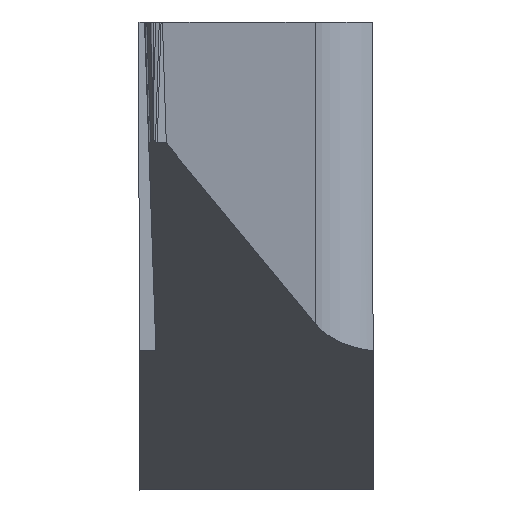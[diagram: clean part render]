
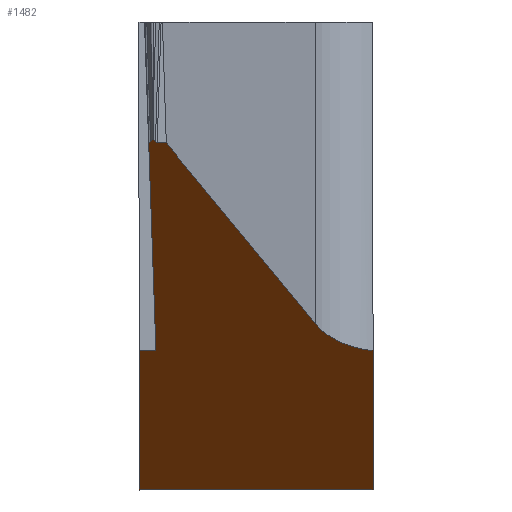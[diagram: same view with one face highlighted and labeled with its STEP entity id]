
A CAD part, front view. The second image highlights one B-rep face of the part: STEP entity #1482.
In plain terms, the highlighted planar face has unit normal (0, -0.574, -0.819).
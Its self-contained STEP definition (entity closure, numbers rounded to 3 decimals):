
#144=CARTESIAN_POINT('',(0.,6.554,-6.));
#145=VERTEX_POINT('',#144);
#156=CARTESIAN_POINT('',(0.,4.,-4.212));
#157=DIRECTION('',(0.,0.819,-0.574));
#158=VECTOR('',#157,3.118);
#159=LINE('',#156,#158);
#160=CARTESIAN_POINT('',(0.,4.,-4.212));
#161=VERTEX_POINT('',#160);
#162=EDGE_CURVE('',#161,#145,#159,.T.);
#254=CARTESIAN_POINT('',(0.217,4.,-4.212));
#255=DIRECTION('',(-1.,0.,0.));
#256=VECTOR('',#255,0.217);
#257=LINE('',#254,#256);
#258=CARTESIAN_POINT('',(0.217,4.,-4.212));
#259=VERTEX_POINT('',#258);
#260=EDGE_CURVE('',#259,#161,#257,.T.);
#322=CARTESIAN_POINT('',(0.124,0.189,-1.543));
#323=VERTEX_POINT('',#322);
#334=CARTESIAN_POINT('',(0.217,4.,-4.212));
#335=DIRECTION('',(-0.02,-0.819,0.573));
#336=VECTOR('',#335,4.653);
#337=LINE('',#334,#336);
#338=EDGE_CURVE('',#259,#323,#337,.T.);
#482=CARTESIAN_POINT('',(2.26,3.508,-3.867));
#483=VERTEX_POINT('',#482);
#494=CARTESIAN_POINT('',(0.35,0.2,-1.551));
#495=DIRECTION('',(0.428,0.741,-0.519));
#496=VECTOR('',#495,4.467);
#497=LINE('',#494,#496);
#498=CARTESIAN_POINT('',(0.35,0.2,-1.551));
#499=VERTEX_POINT('',#498);
#500=EDGE_CURVE('',#499,#483,#497,.T.);
#599=CARTESIAN_POINT('',(0.234,0.189,-1.543));
#600=VERTEX_POINT('',#599);
#611=CARTESIAN_POINT('',(0.234,0.189,-1.543));
#612=DIRECTION('',(0.994,0.09,-0.063));
#613=VECTOR('',#612,0.117);
#614=LINE('',#611,#613);
#615=EDGE_CURVE('',#600,#499,#614,.T.);
#659=CARTESIAN_POINT('',(0.211,0.174,-1.533));
#660=CARTESIAN_POINT('',(0.216,0.183,-1.539));
#661=CARTESIAN_POINT('',(0.224,0.188,-1.543));
#662=CARTESIAN_POINT('',(0.234,0.189,-1.543));
#663=(BOUNDED_CURVE()B_SPLINE_CURVE(3,(#659,#660,#661,#662),.UNSPECIFIED.,.F.,.F.)B_SPLINE_CURVE_WITH_KNOTS((4,4),(0.,1.),.UNSPECIFIED.)CURVE()GEOMETRIC_REPRESENTATION_ITEM()RATIONAL_B_SPLINE_CURVE((1.,0.925,0.925,1.))REPRESENTATION_ITEM(''));
#664=CARTESIAN_POINT('',(0.211,0.174,-1.533));
#665=VERTEX_POINT('',#664);
#666=EDGE_CURVE('',#665,#600,#663,.T.);
#727=CARTESIAN_POINT('',(0.18,0.116,-1.492));
#728=VERTEX_POINT('',#727);
#741=CARTESIAN_POINT('',(0.18,0.116,-1.492));
#742=DIRECTION('',(0.401,0.75,-0.525));
#743=VECTOR('',#742,0.077);
#744=LINE('',#741,#743);
#745=EDGE_CURVE('',#728,#665,#744,.T.);
#969=CARTESIAN_POINT('',(0.149,0.174,-1.533));
#970=VERTEX_POINT('',#969);
#981=CARTESIAN_POINT('',(0.149,0.174,-1.533));
#982=DIRECTION('',(0.401,-0.75,0.525));
#983=VECTOR('',#982,0.077);
#984=LINE('',#981,#983);
#985=EDGE_CURVE('',#970,#728,#984,.T.);
#1038=CARTESIAN_POINT('',(0.126,0.189,-1.543));
#1039=CARTESIAN_POINT('',(0.136,0.188,-1.543));
#1040=CARTESIAN_POINT('',(0.144,0.183,-1.539));
#1041=CARTESIAN_POINT('',(0.149,0.174,-1.533));
#1042=(BOUNDED_CURVE()B_SPLINE_CURVE(3,(#1038,#1039,#1040,#1041),.UNSPECIFIED.,.F.,.F.)B_SPLINE_CURVE_WITH_KNOTS((4,4),(0.,1.),.UNSPECIFIED.)CURVE()GEOMETRIC_REPRESENTATION_ITEM()RATIONAL_B_SPLINE_CURVE((1.,0.925,0.925,1.))REPRESENTATION_ITEM('')
);
#1043=CARTESIAN_POINT('',(0.126,0.189,-1.543));
#1044=VERTEX_POINT('',#1043);
#1045=EDGE_CURVE('',#1044,#970,#1042,.T.);
#1108=CARTESIAN_POINT('',(3.,4.,-4.212));
#1109=VERTEX_POINT('',#1108);
#1120=CARTESIAN_POINT('',(2.26,3.508,-3.867));
#1121=CARTESIAN_POINT('',(2.419,3.784,-4.06));
#1122=CARTESIAN_POINT('',(2.684,3.96,-4.184));
#1123=CARTESIAN_POINT('',(3.,4.,-4.212));
#1124=(BOUNDED_CURVE()B_SPLINE_CURVE(3,(#1120,#1121,#1122,#1123),.UNSPECIFIED.,.F.,.F.)B_SPLINE_CURVE_WITH_KNOTS((4,4),(0.,1.),.UNSPECIFIED.)CURVE()GEOMETRIC_REPRESENTATION_ITEM()RATIONAL_B_SPLINE_CURVE((1.,0.931,0.931,1.))REPRESENTATION_ITEM('')
);
#1125=EDGE_CURVE('',#483,#1109,#1124,.T.);
#1174=CARTESIAN_POINT('',(0.124,0.189,-1.543));
#1175=DIRECTION('',(0.994,-0.09,0.063));
#1176=VECTOR('',#1175,0.002);
#1177=LINE('',#1174,#1176);
#1178=EDGE_CURVE('',#323,#1044,#1177,.T.);
#1346=CARTESIAN_POINT('',(1.1,2.782,-3.359));
#1347=DIRECTION('',(0.,0.574,0.819));
#1348=DIRECTION('',(0.,-0.47,0.329));
#1349=AXIS2_PLACEMENT_3D('',#1346,#1347,#1348);
#1350=PLANE('',#1349);
#1351=ORIENTED_EDGE('Edge 1256',*,*,#338,.F.);
#1360=ORIENTED_EDGE('Edge 262',*,*,#1178,.F.);
#1369=ORIENTED_EDGE('Edge 267',*,*,#1045,.F.);
#1378=ORIENTED_EDGE('Edge 272',*,*,#985,.F.);
#1387=ORIENTED_EDGE('Edge 277',*,*,#745,.F.);
#1396=ORIENTED_EDGE('Edge 282',*,*,#666,.F.);
#1405=ORIENTED_EDGE('Edge 287',*,*,#615,.F.);
#1414=ORIENTED_EDGE('Edge 1317',*,*,#500,.F.);
#1423=ORIENTED_EDGE('Edge 297',*,*,#1125,.F.);
#1432=CARTESIAN_POINT('',(3.,4.,-4.212));
#1433=DIRECTION('',(0.,0.819,-0.574));
#1434=VECTOR('',#1433,3.118);
#1435=LINE('',#1432,#1434);
#1436=CARTESIAN_POINT('',(3.,6.554,-6.));
#1437=VERTEX_POINT('',#1436);
#1438=EDGE_CURVE('',#1109,#1437,#1435,.T.);
#1439=ORIENTED_EDGE('Edge 71',*,*,#1438,.F.);
#1448=CARTESIAN_POINT('',(0.,6.554,-6.));
#1449=DIRECTION('',(1.,0.,0.));
#1450=VECTOR('',#1449,3.);
#1451=LINE('',#1448,#1450);
#1452=EDGE_CURVE('',#145,#1437,#1451,.T.);
#1453=ORIENTED_EDGE('Edge 180',*,*,#1452,.T.);
#1462=ORIENTED_EDGE('Edge 118',*,*,#162,.T.);
#1471=ORIENTED_EDGE('Edge 1227',*,*,#260,.T.);
#1480=EDGE_LOOP('',(#1471,#1462,#1453,#1439,#1423,#1414,#1405,#1396,#1387,#1378,#1369,#1360,#1351));
#1481=FACE_OUTER_BOUND('Loop 318',#1480,.T.);
#1482=ADVANCED_FACE('Face 319',(#1481),#1350,.F.);
